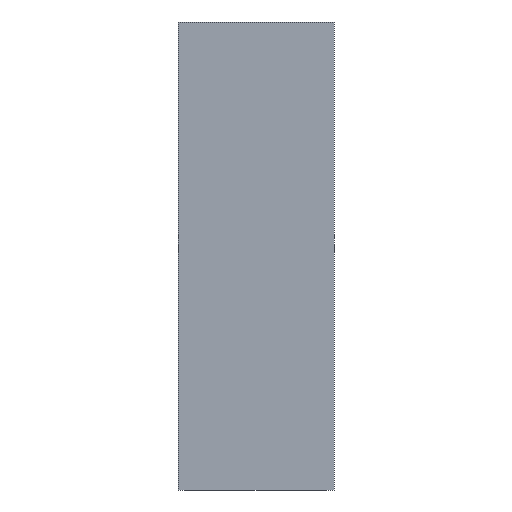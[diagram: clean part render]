
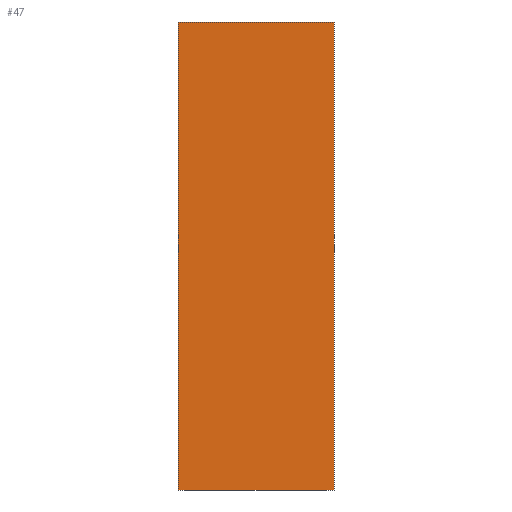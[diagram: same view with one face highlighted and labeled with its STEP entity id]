
A CAD part, front view. The second image highlights one B-rep face of the part: STEP entity #47.
In plain terms, the highlighted planar face has unit normal (0, -1, 0).
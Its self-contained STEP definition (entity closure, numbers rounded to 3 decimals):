
#47=ADVANCED_FACE('',(#93),#94,.F.);
#93=FACE_OUTER_BOUND('',#133,.T.);
#94=PLANE('',#134);
#133=EDGE_LOOP('',(#203,#204,#205,#206));
#134=AXIS2_PLACEMENT_3D('',#207,#208,#209);
#203=ORIENTED_EDGE('',*,*,#262,.T.);
#204=ORIENTED_EDGE('',*,*,#258,.F.);
#205=ORIENTED_EDGE('',*,*,#263,.F.);
#206=ORIENTED_EDGE('',*,*,#255,.F.);
#207=CARTESIAN_POINT('',(0.0,-100.0,0.0));
#208=DIRECTION('',(0.0,1.0,-0.0));
#209=DIRECTION('',(-0.0,0.0,1.0));
#255=EDGE_CURVE('',#300,#295,#302,.T.);
#258=EDGE_CURVE('',#305,#307,#308,.T.);
#262=EDGE_CURVE('',#300,#307,#313,.T.);
#263=EDGE_CURVE('',#295,#305,#314,.T.);
#295=VERTEX_POINT('',#358);
#300=VERTEX_POINT('',#365);
#302=LINE('',#368,#369);
#305=VERTEX_POINT('',#372);
#307=VERTEX_POINT('',#375);
#308=LINE('',#376,#377);
#313=LINE('',#384,#385);
#314=LINE('',#386,#387);
#358=CARTESIAN_POINT('',(100.0,-100.0,300.0));
#365=CARTESIAN_POINT('',(-100.0,-100.0,300.0));
#368=CARTESIAN_POINT('',(0.0,-100.0,300.0));
#369=VECTOR('',#411,1.0);
#372=CARTESIAN_POINT('',(100.0,-100.0,-300.0));
#375=CARTESIAN_POINT('',(-100.0,-100.0,-300.0));
#376=CARTESIAN_POINT('',(0.0,-100.0,-300.0));
#377=VECTOR('',#413,1.0);
#384=CARTESIAN_POINT('',(-100.0,-100.0,0.0));
#385=VECTOR('',#416,1.0);
#386=CARTESIAN_POINT('',(100.0,-100.0,0.0));
#387=VECTOR('',#417,1.0);
#411=DIRECTION('',(1.0,0.0,0.0));
#413=DIRECTION('',(-1.0,0.0,0.0));
#416=DIRECTION('',(0.0,0.0,-1.0));
#417=DIRECTION('',(0.0,0.0,-1.0));
